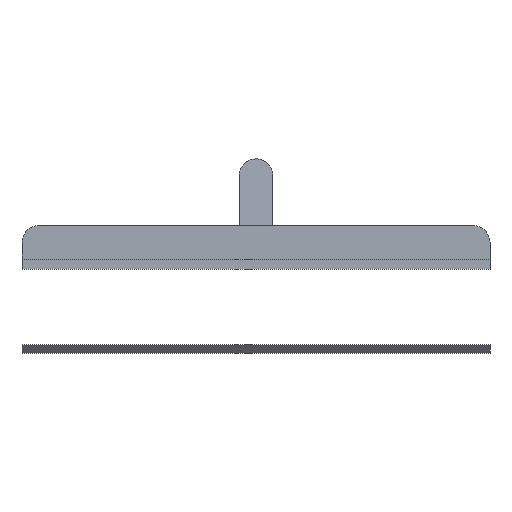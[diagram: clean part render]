
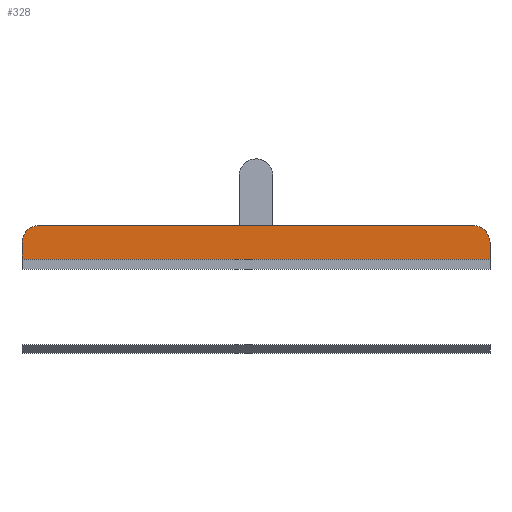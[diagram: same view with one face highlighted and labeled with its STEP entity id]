
A CAD part, top view. The second image highlights one B-rep face of the part: STEP entity #328.
In plain terms, the highlighted planar face has unit normal (0, 0, 1).
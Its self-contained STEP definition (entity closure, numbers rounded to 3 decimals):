
#18=CIRCLE('',#361,10.);
#20=CIRCLE('',#365,10.);
#31=FACE_OUTER_BOUND('',#50,.T.);
#50=EDGE_LOOP('',(#241,#242,#243,#244,#245,#246));
#64=LINE('',#477,#103);
#76=LINE('',#506,#115);
#83=LINE('',#519,#122);
#84=LINE('',#521,#123);
#103=VECTOR('',#386,10.);
#115=VECTOR('',#410,10.);
#122=VECTOR('',#419,10.);
#123=VECTOR('',#420,10.);
#142=VERTEX_POINT('',#475);
#143=VERTEX_POINT('',#476);
#150=VERTEX_POINT('',#496);
#151=VERTEX_POINT('',#497);
#154=VERTEX_POINT('',#505);
#160=VERTEX_POINT('',#520);
#172=EDGE_CURVE('',#142,#143,#64,.T.);
#182=EDGE_CURVE('',#150,#151,#18,.T.);
#186=EDGE_CURVE('',#154,#151,#76,.T.);
#193=EDGE_CURVE('',#150,#142,#83,.T.);
#194=EDGE_CURVE('',#143,#160,#84,.T.);
#195=EDGE_CURVE('',#154,#160,#20,.T.);
#241=ORIENTED_EDGE('',*,*,#182,.F.);
#242=ORIENTED_EDGE('',*,*,#193,.T.);
#243=ORIENTED_EDGE('',*,*,#172,.T.);
#244=ORIENTED_EDGE('',*,*,#194,.T.);
#245=ORIENTED_EDGE('',*,*,#195,.F.);
#246=ORIENTED_EDGE('',*,*,#186,.T.);
#311=PLANE('',#364);
#328=ADVANCED_FACE('',(#31),#311,.T.);
#361=AXIS2_PLACEMENT_3D('',#498,#402,#403);
#364=AXIS2_PLACEMENT_3D('',#518,#417,#418);
#365=AXIS2_PLACEMENT_3D('',#522,#421,#422);
#386=DIRECTION('',(1.,0.,0.));
#402=DIRECTION('center_axis',(0.,0.,-1.));
#403=DIRECTION('ref_axis',(-0.707,0.707,0.));
#410=DIRECTION('',(-1.,0.,0.));
#417=DIRECTION('center_axis',(0.,0.,1.));
#418=DIRECTION('ref_axis',(1.,0.,0.));
#419=DIRECTION('',(0.,-1.,0.));
#420=DIRECTION('',(0.,1.,0.));
#421=DIRECTION('center_axis',(0.,0.,-1.));
#422=DIRECTION('ref_axis',(0.707,0.707,0.));
#475=CARTESIAN_POINT('',(0.,6.,4.));
#476=CARTESIAN_POINT('',(280.,6.,4.));
#477=CARTESIAN_POINT('',(280.,6.,4.));
#496=CARTESIAN_POINT('',(0.,16.,4.));
#497=CARTESIAN_POINT('',(10.,26.,4.));
#498=CARTESIAN_POINT('Origin',(10.,16.,4.));
#505=CARTESIAN_POINT('',(270.,26.,4.));
#506=CARTESIAN_POINT('',(150.,26.,4.));
#518=CARTESIAN_POINT('Origin',(140.,16.,4.));
#519=CARTESIAN_POINT('',(0.,6.,4.));
#520=CARTESIAN_POINT('',(280.,16.,4.));
#521=CARTESIAN_POINT('',(280.,26.,4.));
#522=CARTESIAN_POINT('Origin',(270.,16.,4.));
